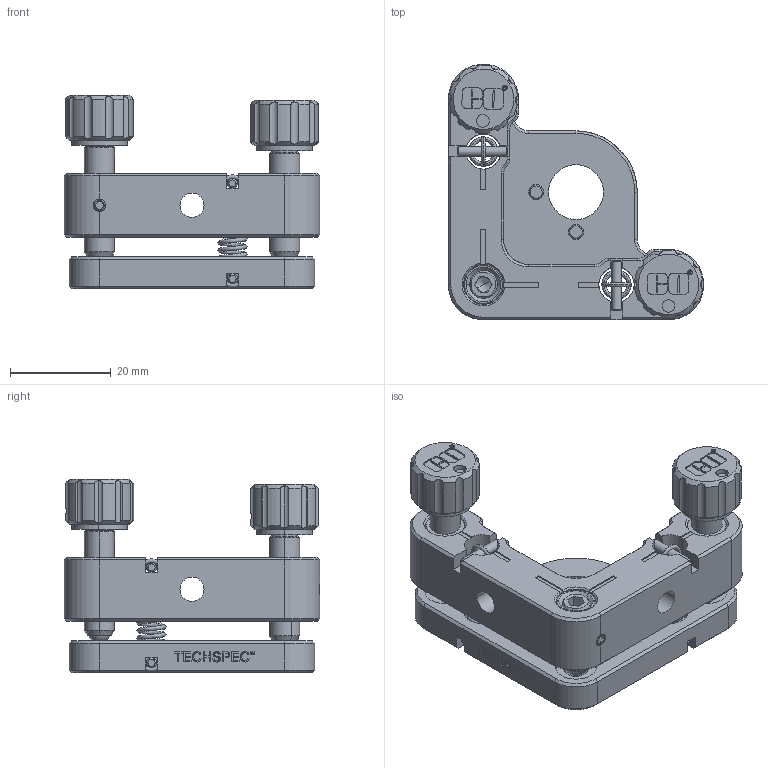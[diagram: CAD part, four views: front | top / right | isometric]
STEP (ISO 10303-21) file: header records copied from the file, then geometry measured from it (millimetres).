
FILE_DESCRIPTION (( 'STEP AP203' ), '1' );
FILE_NAME ('58850WEB-203.STEP', '2008-10-13T17:56:27', ( ' ' ), ( ' ' ), 'SwSTEP 2.0', 'SolidWorks 2007', '' );
FILE_SCHEMA (( 'CONFIG_CONTROL_DESIGN' ));
Length unit declared in the file: millimetre
Products named in the file (1): 58850WEB-203
Bounding box: 50.8 x 50.8 x 38.5 mm (x, y, z)
Volume: 22428.8 mm3; surface area: 18223.8 mm2
Topology: 31 solids, 31 shells, 1405 faces, 3503 edges, 2221 vertices
Faces by surface type: plane 676, cylinder 276, bspline 231, cone 208, torus 8, sphere 6
Entity records: 59803 total; most frequent: CARTESIAN_POINT 27580, ORIENTED_EDGE 6944, DIRECTION 6036, EDGE_CURVE 3472, VERTEX_POINT 2212, VECTOR 2068, LINE 2068, AXIS2_PLACEMENT_3D 1984
